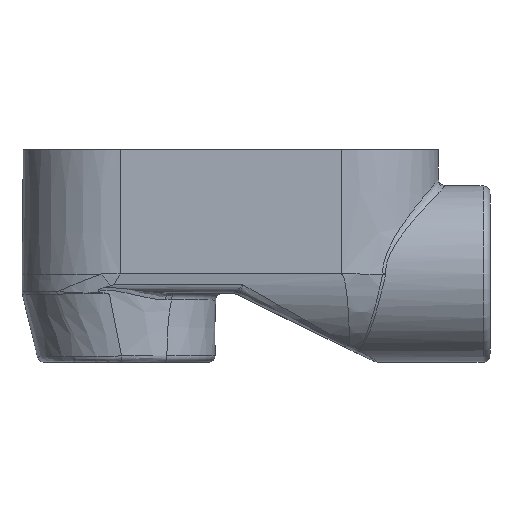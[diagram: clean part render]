
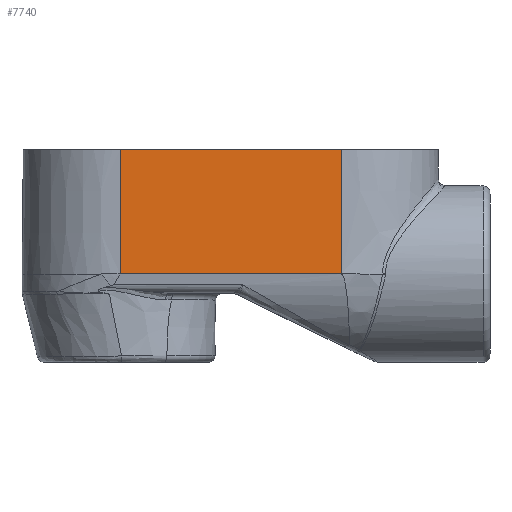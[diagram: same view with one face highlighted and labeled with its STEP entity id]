
A CAD part, top view. The second image highlights one B-rep face of the part: STEP entity #7740.
In plain terms, the highlighted planar face has unit normal (0, 0.009, 1).
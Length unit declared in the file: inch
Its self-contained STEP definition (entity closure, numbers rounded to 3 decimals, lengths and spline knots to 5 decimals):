
#112=PLANE('',#8412);
#389=LINE('',#11167,#785);
#479=LINE('',#18063,#875);
#530=LINE('',#19134,#926);
#531=LINE('',#19136,#927);
#785=VECTOR('',#8679,0.3937);
#875=VECTOR('',#9329,0.3937);
#926=VECTOR('',#9600,1.36131);
#927=VECTOR('',#9603,0.3937);
#1440=FACE_OUTER_BOUND('',#1929,.T.);
#1929=EDGE_LOOP('',(#6038,#6039,#6040,#6041));
#2951=VERTEX_POINT('',#11074);
#2952=VERTEX_POINT('',#11166);
#3260=VERTEX_POINT('',#16830);
#3261=VERTEX_POINT('',#18062);
#3716=EDGE_CURVE('',#2951,#2952,#389,.T.);
#4181=EDGE_CURVE('',#3260,#3261,#479,.T.);
#4330=EDGE_CURVE('',#3260,#2952,#530,.T.);
#4331=EDGE_CURVE('',#3261,#2951,#531,.T.);
#6038=ORIENTED_EDGE('',*,*,#4181,.F.);
#6039=ORIENTED_EDGE('',*,*,#4330,.T.);
#6040=ORIENTED_EDGE('',*,*,#3716,.F.);
#6041=ORIENTED_EDGE('',*,*,#4331,.F.);
#7740=ADVANCED_FACE('',(#1440),#112,.T.);
#8412=AXIS2_PLACEMENT_3D('',#19135,#9601,#9602);
#8679=DIRECTION('',(1.,0.,0.));
#9329=DIRECTION('',(-1.,0.,0.));
#9600=DIRECTION('',(0.,1.,-0.009));
#9601=DIRECTION('center_axis',(0.,0.009,
1.));
#9602=DIRECTION('ref_axis',(1.,0.,0.));
#9603=DIRECTION('',(0.,1.,-0.009));
#11074=CARTESIAN_POINT('',(-1.,1.125,0.875));
#11166=CARTESIAN_POINT('',(1.,1.125,0.875));
#11167=CARTESIAN_POINT('',(0.4375,1.125,0.875));
#16830=CARTESIAN_POINT('',(1.,0.,0.88521));
#18062=CARTESIAN_POINT('',(-1.,0.,0.88521));
#18063=CARTESIAN_POINT('',(-1.4375,0.,0.88521));
#19134=CARTESIAN_POINT('',(1.,-0.12375,0.88633));
#19135=CARTESIAN_POINT('Origin',(-1.,-0.12375,0.88633));
#19136=CARTESIAN_POINT('',(-1.,-0.12375,0.88633));
